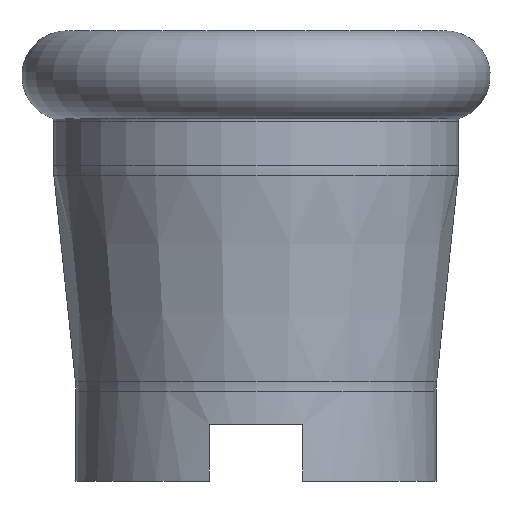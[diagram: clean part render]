
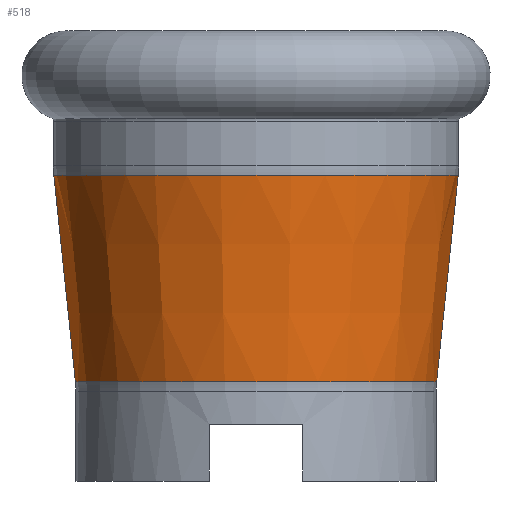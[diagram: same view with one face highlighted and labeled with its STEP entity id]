
A CAD part, front view. The second image highlights one B-rep face of the part: STEP entity #518.
In plain terms, the highlighted conical face has half-angle 5.957 degrees and reference radius 22.446 mm.
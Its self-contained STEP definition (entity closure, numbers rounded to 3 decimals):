
#1 = EDGE_CURVE ( 'NONE', #455, #868, #806, .T. ) ;
#5 = CIRCLE ( 'NONE', #388, 22.446 ) ;
#7 = FACE_OUTER_BOUND ( 'NONE', #248, .T. ) ;
#20 = VECTOR ( 'NONE', #1091, 1000. ) ;
#31 = CARTESIAN_POINT ( 'NONE',  ( 22.446, 0., -16.038 ) ) ;
#47 = VERTEX_POINT ( 'NONE', #246 ) ;
#69 = VECTOR ( 'NONE', #925, 1000. ) ;
#117 = DIRECTION ( 'NONE',  ( 0., 0., 1. ) ) ;
#138 = ORIENTED_EDGE ( 'NONE', *, *, #512, .T. ) ;
#183 = CARTESIAN_POINT ( 'NONE',  ( 22.446, 0., -16.038 ) ) ;
#215 = LINE ( 'NONE', #1169, #20 ) ;
#246 = CARTESIAN_POINT ( 'NONE',  ( -22.446, 0., -16.038 ) ) ;
#248 = EDGE_LOOP ( 'NONE', ( #823, #321, #138, #340 ) ) ;
#318 = CARTESIAN_POINT ( 'NONE',  ( 0., 0., -16.038 ) ) ;
#321 = ORIENTED_EDGE ( 'NONE', *, *, #1, .T. ) ;
#340 = ORIENTED_EDGE ( 'NONE', *, *, #950, .F. ) ;
#358 = VERTEX_POINT ( 'NONE', #31 ) ;
#388 = AXIS2_PLACEMENT_3D ( 'NONE', #318, #1033, #492 ) ;
#455 = VERTEX_POINT ( 'NONE', #804 ) ;
#492 = DIRECTION ( 'NONE',  ( 1., 0., 0. ) ) ;
#512 = EDGE_CURVE ( 'NONE', #868, #358, #692, .T. ) ;
#518 = ADVANCED_FACE ( 'NONE', ( #7 ), #620, .T. ) ;
#562 = DIRECTION ( 'NONE',  ( 1., 0., 0. ) ) ;
#620 = CONICAL_SURFACE ( 'NONE', #935, 22.446, 0.104 ) ;
#692 = LINE ( 'NONE', #183, #69 ) ;
#695 = EDGE_CURVE ( 'NONE', #455, #47, #215, .T. ) ;
#738 = CARTESIAN_POINT ( 'NONE',  ( 0., 0., -16.038 ) ) ;
#804 = CARTESIAN_POINT ( 'NONE',  ( -20.054, 0., -38.962 ) ) ;
#806 = CIRCLE ( 'NONE', #1034, 20.054 ) ;
#823 = ORIENTED_EDGE ( 'NONE', *, *, #695, .F. ) ;
#866 = DIRECTION ( 'NONE',  ( 0., 0., 1. ) ) ;
#868 = VERTEX_POINT ( 'NONE', #1029 ) ;
#872 = CARTESIAN_POINT ( 'NONE',  ( 0., 0., -38.962 ) ) ;
#925 = DIRECTION ( 'NONE',  ( 0.104, 0., 0.995 ) ) ;
#935 = AXIS2_PLACEMENT_3D ( 'NONE', #738, #117, #562 ) ;
#950 = EDGE_CURVE ( 'NONE', #47, #358, #5, .T. ) ;
#1029 = CARTESIAN_POINT ( 'NONE',  ( 20.054, 0., -38.962 ) ) ;
#1033 = DIRECTION ( 'NONE',  ( 0., 0., 1. ) ) ;
#1034 = AXIS2_PLACEMENT_3D ( 'NONE', #872, #866, #1050 ) ;
#1050 = DIRECTION ( 'NONE',  ( 1., 0., 0. ) ) ;
#1091 = DIRECTION ( 'NONE',  ( -0.104, 0., 0.995 ) ) ;
#1169 = CARTESIAN_POINT ( 'NONE',  ( -22.446, 0., -16.038 ) ) ;
